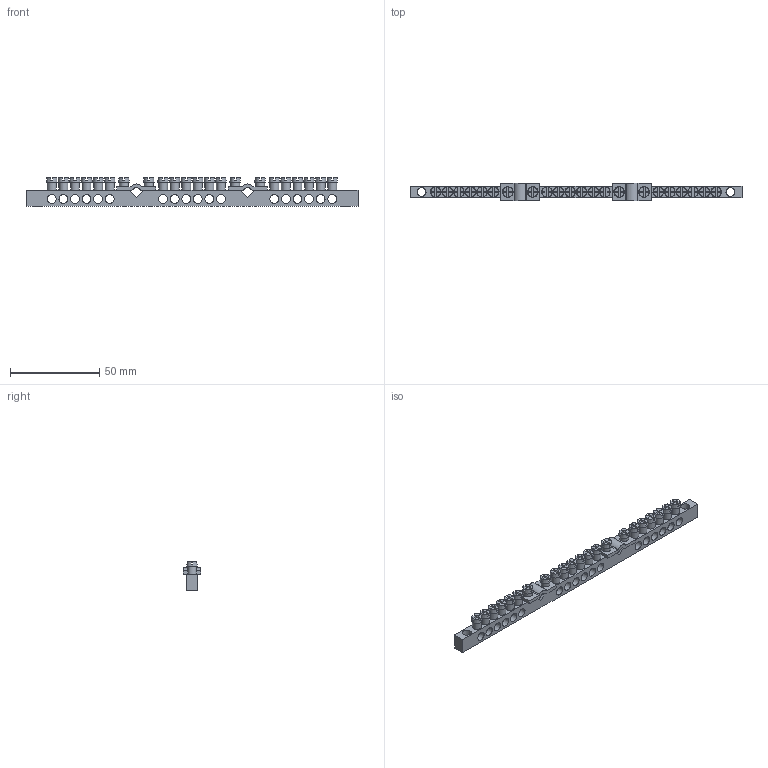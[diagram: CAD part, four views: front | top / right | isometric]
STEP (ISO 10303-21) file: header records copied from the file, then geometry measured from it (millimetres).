
FILE_DESCRIPTION(/* description */ ('STEP AP214'),/* implementation_level */ '2;1');
FILE_NAME(/* name */ '01928',/* time_stamp */ '2024-11-11T16:56:48+01:00',/* author */ ('License CC BY-ND 4.0'),/* organization */ ('CADENAS'),/* preprocessor_version */ 'ST-DEVELOPER v19.3',/* originating_system */ 'PARTsolutions',/* authorisation */ ' ');
FILE_SCHEMA (('AUTOMOTIVE_DESIGN {1 0 10303 214 3 1 1}'));
Length unit declared in the file: millimetre
Products named in the file (1): 01928
Bounding box: 186.5 x 10 x 16 mm (x, y, z)
Volume: 11930.2 mm3; surface area: 11182.3 mm2
Topology: 1 solids, 1 shells, 412 faces, 1124 edges, 754 vertices
Faces by surface type: plane 336, cylinder 54, cone 22
Full cylindrical faces by diameter (mm): 5 x42
Entity records: 15523 total; most frequent: CARTESIAN_POINT 2667, ORIENTED_EDGE 2032, DIRECTION 1972, EDGE_CURVE 1016, AXIS2_PLACEMENT_3D 719, VERTEX_POINT 710, EDGE_LOOP 560, FACE_BOUND 560
